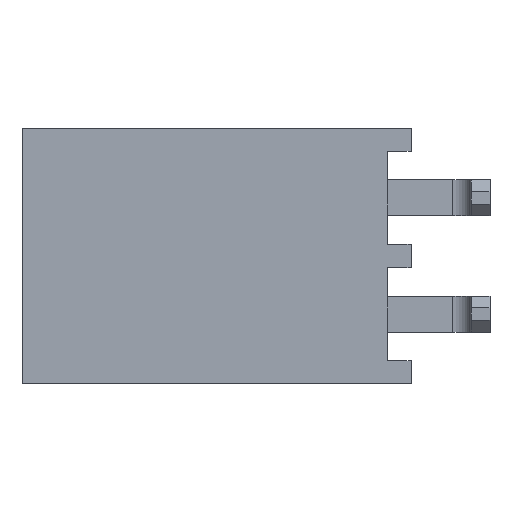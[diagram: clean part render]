
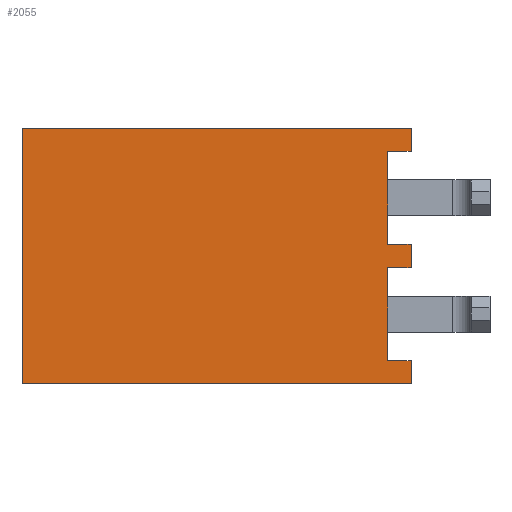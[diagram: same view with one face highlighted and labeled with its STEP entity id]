
A CAD part, left-side view. The second image highlights one B-rep face of the part: STEP entity #2055.
In plain terms, the highlighted planar face has unit normal (-1, 0, 0).
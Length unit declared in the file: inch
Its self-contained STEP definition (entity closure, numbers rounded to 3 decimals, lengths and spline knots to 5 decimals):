
#1 = VERTEX_POINT ( 'NONE', #456 ) ;
#2 = VERTEX_POINT ( 'NONE', #396 ) ;
#9 = VERTEX_POINT ( 'NONE', #405 ) ;
#10 = VERTEX_POINT ( 'NONE', #426 ) ;
#11 = VERTEX_POINT ( 'NONE', #417 ) ;
#13 = VERTEX_POINT ( 'NONE', #431 ) ;
#43 = ORIENTED_EDGE ( 'NONE', *, *, #756, .F. ) ;
#44 = ORIENTED_EDGE ( 'NONE', *, *, #755, .F. ) ;
#45 = ORIENTED_EDGE ( 'NONE', *, *, #766, .T. ) ;
#46 = ORIENTED_EDGE ( 'NONE', *, *, #754, .F. ) ;
#47 = ORIENTED_EDGE ( 'NONE', *, *, #753, .F. ) ;
#48 = ORIENTED_EDGE ( 'NONE', *, *, #752, .T. ) ;
#49 = ORIENTED_EDGE ( 'NONE', *, *, #751, .T. ) ;
#50 = ORIENTED_EDGE ( 'NONE', *, *, #750, .F. ) ;
#51 = ORIENTED_EDGE ( 'NONE', *, *, #749, .F. ) ;
#52 = ORIENTED_EDGE ( 'NONE', *, *, #748, .F. ) ;
#53 = ORIENTED_EDGE ( 'NONE', *, *, #759, .T. ) ;
#54 = ORIENTED_EDGE ( 'NONE', *, *, #747, .F. ) ;
#308 = EDGE_LOOP ( 'NONE', ( #43, #44, #45, #46, #47, #48, #49, #50, #51, #52, #53, #54 ) ) ;
#396 = CARTESIAN_POINT ( 'NONE',  ( -0.0475, 0.02, 0.09 ) ) ;
#405 = CARTESIAN_POINT ( 'NONE',  ( -0.0475, 0., 0.01 ) ) ;
#417 = CARTESIAN_POINT ( 'NONE',  ( -0.0475, 0., -0.01 ) ) ;
#426 = CARTESIAN_POINT ( 'NONE',  ( -0.0475, 0.335, 0.11 ) ) ;
#431 = CARTESIAN_POINT ( 'NONE',  ( -0.0475, 0., -0.11 ) ) ;
#456 = CARTESIAN_POINT ( 'NONE',  ( -0.0475, 0., -0.09 ) ) ;
#565 = FACE_OUTER_BOUND ( 'NONE', #308, .T. ) ;
#747 = EDGE_CURVE ( 'NONE', #1906, #9, #1517, .T. ) ;
#748 = EDGE_CURVE ( 'NONE', #11, #1889, #1432, .T. ) ;
#749 = EDGE_CURVE ( 'NONE', #1889, #1925, #1606, .T. ) ;
#750 = EDGE_CURVE ( 'NONE', #1925, #1, #1601, .T. ) ;
#751 = EDGE_CURVE ( 'NONE', #13, #1, #1458, .T. ) ;
#752 = EDGE_CURVE ( 'NONE', #1929, #13, #1421, .T. ) ;
#753 = EDGE_CURVE ( 'NONE', #1929, #10, #1416, .T. ) ;
#754 = EDGE_CURVE ( 'NONE', #10, #1923, #1431, .T. ) ;
#755 = EDGE_CURVE ( 'NONE', #1932, #2, #1462, .T. ) ;
#756 = EDGE_CURVE ( 'NONE', #2, #1906, #1524, .T. ) ;
#759 = EDGE_CURVE ( 'NONE', #11, #9, #1409, .T. ) ;
#766 = EDGE_CURVE ( 'NONE', #1932, #1923, #1554, .T. ) ;
#835 = AXIS2_PLACEMENT_3D ( 'NONE', #940, #949, #950 ) ;
#875 = CARTESIAN_POINT ( 'NONE',  ( -0.0475, 0.02, -0.01 ) ) ;
#890 = CARTESIAN_POINT ( 'NONE',  ( -0.0475, 0.02, 0.01 ) ) ;
#906 = CARTESIAN_POINT ( 'NONE',  ( -0.0475, 0., 0.11 ) ) ;
#908 = CARTESIAN_POINT ( 'NONE',  ( -0.0475, 0.02, -0.09 ) ) ;
#912 = CARTESIAN_POINT ( 'NONE',  ( -0.0475, 0.335, -0.11 ) ) ;
#915 = CARTESIAN_POINT ( 'NONE',  ( -0.0475, 0., 0.09 ) ) ;
#940 = CARTESIAN_POINT ( 'NONE',  ( -0.0475, 0.335, -0.11 ) ) ;
#947 = PLANE ( 'NONE',  #835 ) ;
#949 = DIRECTION ( 'NONE',  ( 1., 0., 0. ) ) ;
#950 = DIRECTION ( 'NONE',  ( 0., 0., -1. ) ) ;
#1233 = CARTESIAN_POINT ( 'NONE',  ( -0.0475, 0., 0.01 ) ) ;
#1287 = CARTESIAN_POINT ( 'NONE',  ( -0.0475, 0., 0.09 ) ) ;
#1293 = CARTESIAN_POINT ( 'NONE',  ( -0.0475, 0., -0.01 ) ) ;
#1294 = CARTESIAN_POINT ( 'NONE',  ( -0.0475, 0.02, -0.01 ) ) ;
#1295 = DIRECTION ( 'NONE',  ( 0., 1., 0. ) ) ;
#1326 = CARTESIAN_POINT ( 'NONE',  ( -0.0475, 0.335, -0.11 ) ) ;
#1344 = DIRECTION ( 'NONE',  ( 0., -1., 0. ) ) ;
#1405 = VECTOR ( 'NONE', #1646, 39.37008 ) ;
#1409 = LINE ( 'NONE', #1618, #1526 ) ;
#1416 = LINE ( 'NONE', #1617, #1551 ) ;
#1421 = LINE ( 'NONE', #1326, #1440 ) ;
#1431 = LINE ( 'NONE', #1686, #1405 ) ;
#1432 = LINE ( 'NONE', #1293, #1603 ) ;
#1440 = VECTOR ( 'NONE', #1668, 39.37008 ) ;
#1447 = VECTOR ( 'NONE', #1715, 39.37008 ) ;
#1458 = LINE ( 'NONE', #1658, #1447 ) ;
#1462 = LINE ( 'NONE', #1287, #1529 ) ;
#1517 = LINE ( 'NONE', #1233, #1610 ) ;
#1524 = LINE ( 'NONE', #1645, #1589 ) ;
#1526 = VECTOR ( 'NONE', #1708, 39.37008 ) ;
#1529 = VECTOR ( 'NONE', #1633, 39.37008 ) ;
#1551 = VECTOR ( 'NONE', #1696, 39.37008 ) ;
#1554 = LINE ( 'NONE', #1624, #1596 ) ;
#1589 = VECTOR ( 'NONE', #1647, 39.37008 ) ;
#1595 = VECTOR ( 'NONE', #1655, 39.37008 ) ;
#1596 = VECTOR ( 'NONE', #1717, 39.37008 ) ;
#1598 = VECTOR ( 'NONE', #1685, 39.37008 ) ;
#1601 = LINE ( 'NONE', #1664, #1595 ) ;
#1603 = VECTOR ( 'NONE', #1295, 39.37008 ) ;
#1606 = LINE ( 'NONE', #1294, #1598 ) ;
#1610 = VECTOR ( 'NONE', #1344, 39.37008 ) ;
#1617 = CARTESIAN_POINT ( 'NONE',  ( -0.0475, 0.335, -0.11 ) ) ;
#1618 = CARTESIAN_POINT ( 'NONE',  ( -0.0475, 0., -0.11 ) ) ;
#1624 = CARTESIAN_POINT ( 'NONE',  ( -0.0475, 0., -0.11 ) ) ;
#1633 = DIRECTION ( 'NONE',  ( 0., 1., 0. ) ) ;
#1645 = CARTESIAN_POINT ( 'NONE',  ( -0.0475, 0.02, 0.09 ) ) ;
#1646 = DIRECTION ( 'NONE',  ( 0., -1., 0. ) ) ;
#1647 = DIRECTION ( 'NONE',  ( 0., 0., -1. ) ) ;
#1655 = DIRECTION ( 'NONE',  ( 0., -1., 0. ) ) ;
#1658 = CARTESIAN_POINT ( 'NONE',  ( -0.0475, 0., -0.11 ) ) ;
#1664 = CARTESIAN_POINT ( 'NONE',  ( -0.0475, 0., -0.09 ) ) ;
#1668 = DIRECTION ( 'NONE',  ( 0., -1., 0. ) ) ;
#1685 = DIRECTION ( 'NONE',  ( 0., 0., -1. ) ) ;
#1686 = CARTESIAN_POINT ( 'NONE',  ( -0.0475, 0.335, 0.11 ) ) ;
#1696 = DIRECTION ( 'NONE',  ( 0., 0., 1. ) ) ;
#1708 = DIRECTION ( 'NONE',  ( 0., 0., 1. ) ) ;
#1715 = DIRECTION ( 'NONE',  ( 0., 0., 1. ) ) ;
#1717 = DIRECTION ( 'NONE',  ( 0., 0., 1. ) ) ;
#1889 = VERTEX_POINT ( 'NONE', #875 ) ;
#1906 = VERTEX_POINT ( 'NONE', #890 ) ;
#1923 = VERTEX_POINT ( 'NONE', #906 ) ;
#1925 = VERTEX_POINT ( 'NONE', #908 ) ;
#1929 = VERTEX_POINT ( 'NONE', #912 ) ;
#1932 = VERTEX_POINT ( 'NONE', #915 ) ;
#2055 = ADVANCED_FACE ( 'NONE', ( #565 ), #947, .F. ) ;
